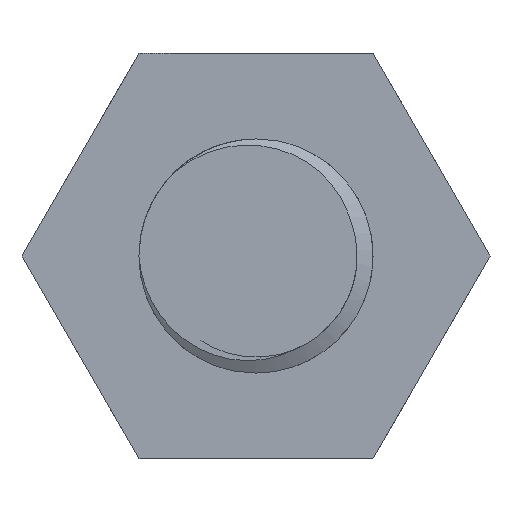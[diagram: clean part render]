
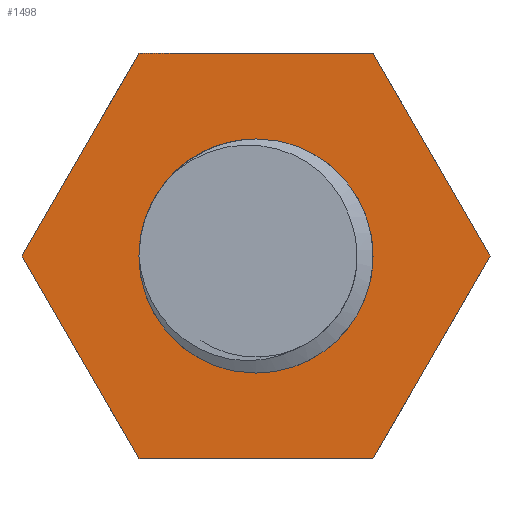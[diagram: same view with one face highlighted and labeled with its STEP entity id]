
A CAD part, front view. The second image highlights one B-rep face of the part: STEP entity #1498.
In plain terms, the highlighted planar face has unit normal (0, -1, 0).
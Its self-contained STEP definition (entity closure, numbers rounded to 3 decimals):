
#35 = VERTEX_POINT ( 'NONE', #91 ) ;
#47 = EDGE_LOOP ( 'NONE', ( #739, #3012 ) ) ;
#91 = CARTESIAN_POINT ( 'NONE',  ( 0., 66., 8. ) ) ;
#118 = CARTESIAN_POINT ( 'NONE',  ( -8., 66., -13.856 ) ) ;
#173 = FACE_OUTER_BOUND ( 'NONE', #3236, .T. ) ;
#294 = LINE ( 'NONE', #1934, #2867 ) ;
#306 = VERTEX_POINT ( 'NONE', #2645 ) ;
#363 = CARTESIAN_POINT ( 'NONE',  ( 16., 66., 0. ) ) ;
#376 = VECTOR ( 'NONE', #584, 1000. ) ;
#407 = CARTESIAN_POINT ( 'NONE',  ( 0., 66., -8. ) ) ;
#425 = LINE ( 'NONE', #2525, #3498 ) ;
#527 = CARTESIAN_POINT ( 'NONE',  ( 8., 66., 13.856 ) ) ;
#528 = CARTESIAN_POINT ( 'NONE',  ( 0., 66., 0. ) ) ;
#584 = DIRECTION ( 'NONE',  ( -1., 0., 0. ) ) ;
#738 = DIRECTION ( 'NONE',  ( 0., -1., 0. ) ) ;
#739 = ORIENTED_EDGE ( 'NONE', *, *, #1715, .F. ) ;
#827 = CARTESIAN_POINT ( 'NONE',  ( -8., 66., -13.856 ) ) ;
#842 = VERTEX_POINT ( 'NONE', #827 ) ;
#1099 = LINE ( 'NONE', #2122, #3690 ) ;
#1101 = EDGE_CURVE ( 'NONE', #2771, #3825, #294, .T. ) ;
#1106 = ORIENTED_EDGE ( 'NONE', *, *, #1612, .F. ) ;
#1140 = CIRCLE ( 'NONE', #2703, 8. ) ;
#1160 = DIRECTION ( 'NONE',  ( 0., -1., 0. ) ) ;
#1193 = DIRECTION ( 'NONE',  ( 0., 1., 0. ) ) ;
#1214 = FACE_BOUND ( 'NONE', #47, .T. ) ;
#1215 = VERTEX_POINT ( 'NONE', #3504 ) ;
#1277 = ORIENTED_EDGE ( 'NONE', *, *, #4216, .F. ) ;
#1286 = LINE ( 'NONE', #2651, #376 ) ;
#1463 = LINE ( 'NONE', #2827, #3274 ) ;
#1498 = ADVANCED_FACE ( 'NONE', ( #1214, #173 ), #1542, .F. ) ;
#1520 = CARTESIAN_POINT ( 'NONE',  ( 0., 66., 0. ) ) ;
#1542 = PLANE ( 'NONE',  #1921 ) ;
#1557 = EDGE_CURVE ( 'NONE', #35, #4173, #1140, .T. ) ;
#1612 = EDGE_CURVE ( 'NONE', #3825, #1215, #1463, .T. ) ;
#1715 = EDGE_CURVE ( 'NONE', #4173, #35, #3286, .T. ) ;
#1740 = EDGE_CURVE ( 'NONE', #4372, #306, #425, .T. ) ;
#1755 = LINE ( 'NONE', #118, #4099 ) ;
#1921 = AXIS2_PLACEMENT_3D ( 'NONE', #528, #1193, #2532 ) ;
#1934 = CARTESIAN_POINT ( 'NONE',  ( 8., 66., 13.856 ) ) ;
#2096 = ORIENTED_EDGE ( 'NONE', *, *, #1101, .F. ) ;
#2118 = DIRECTION ( 'NONE',  ( 0., 0., -1. ) ) ;
#2122 = CARTESIAN_POINT ( 'NONE',  ( -8., 66., 13.856 ) ) ;
#2193 = DIRECTION ( 'NONE',  ( 0.5, 0., 0.866 ) ) ;
#2525 = CARTESIAN_POINT ( 'NONE',  ( -16., 66., 0. ) ) ;
#2532 = DIRECTION ( 'NONE',  ( 0., 0., 1. ) ) ;
#2613 = ORIENTED_EDGE ( 'NONE', *, *, #1740, .F. ) ;
#2645 = CARTESIAN_POINT ( 'NONE',  ( -8., 66., 13.856 ) ) ;
#2651 = CARTESIAN_POINT ( 'NONE',  ( 8., 66., -13.856 ) ) ;
#2703 = AXIS2_PLACEMENT_3D ( 'NONE', #1520, #1160, #3161 ) ;
#2743 = CARTESIAN_POINT ( 'NONE',  ( -16., 66., 0. ) ) ;
#2771 = VERTEX_POINT ( 'NONE', #527 ) ;
#2827 = CARTESIAN_POINT ( 'NONE',  ( 16., 66., 0. ) ) ;
#2867 = VECTOR ( 'NONE', #3314, 1000. ) ;
#2931 = AXIS2_PLACEMENT_3D ( 'NONE', #4190, #738, #2118 ) ;
#3012 = ORIENTED_EDGE ( 'NONE', *, *, #1557, .F. ) ;
#3161 = DIRECTION ( 'NONE',  ( 0., 0., -1. ) ) ;
#3236 = EDGE_LOOP ( 'NONE', ( #2096, #1277, #2613, #4330, #4264, #1106 ) ) ;
#3274 = VECTOR ( 'NONE', #3842, 1000. ) ;
#3286 = CIRCLE ( 'NONE', #2931, 8. ) ;
#3314 = DIRECTION ( 'NONE',  ( 0.5, 0., -0.866 ) ) ;
#3498 = VECTOR ( 'NONE', #2193, 1000. ) ;
#3504 = CARTESIAN_POINT ( 'NONE',  ( 8., 66., -13.856 ) ) ;
#3574 = EDGE_CURVE ( 'NONE', #1215, #842, #1286, .T. ) ;
#3690 = VECTOR ( 'NONE', #4148, 1000. ) ;
#3825 = VERTEX_POINT ( 'NONE', #363 ) ;
#3842 = DIRECTION ( 'NONE',  ( -0.5, 0., -0.866 ) ) ;
#4099 = VECTOR ( 'NONE', #4193, 1000. ) ;
#4121 = EDGE_CURVE ( 'NONE', #842, #4372, #1755, .T. ) ;
#4148 = DIRECTION ( 'NONE',  ( 1., 0., 0. ) ) ;
#4173 = VERTEX_POINT ( 'NONE', #407 ) ;
#4190 = CARTESIAN_POINT ( 'NONE',  ( 0., 66., 0. ) ) ;
#4193 = DIRECTION ( 'NONE',  ( -0.5, 0., 0.866 ) ) ;
#4216 = EDGE_CURVE ( 'NONE', #306, #2771, #1099, .T. ) ;
#4264 = ORIENTED_EDGE ( 'NONE', *, *, #3574, .F. ) ;
#4330 = ORIENTED_EDGE ( 'NONE', *, *, #4121, .F. ) ;
#4372 = VERTEX_POINT ( 'NONE', #2743 ) ;
